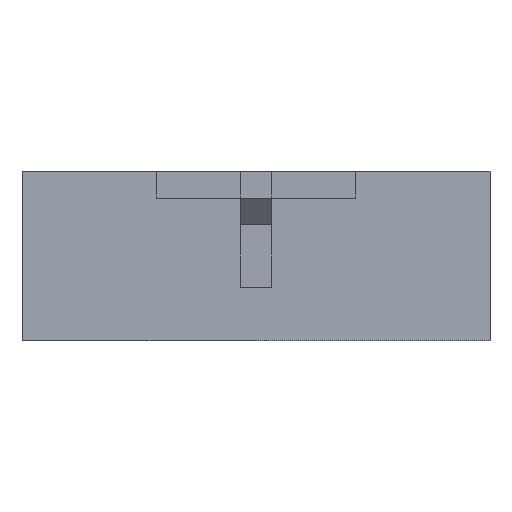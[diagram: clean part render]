
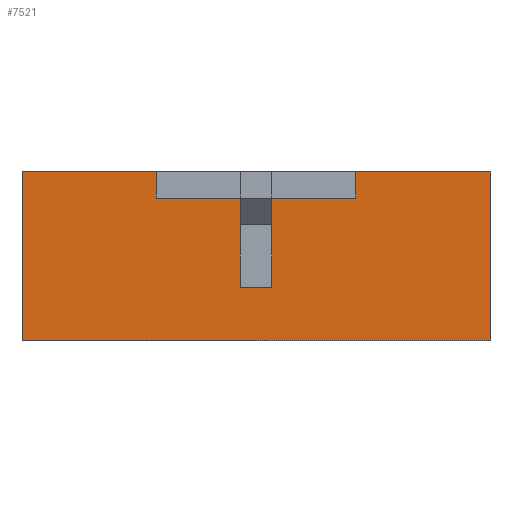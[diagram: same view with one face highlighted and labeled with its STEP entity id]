
A CAD part, left-side view. The second image highlights one B-rep face of the part: STEP entity #7521.
In plain terms, the highlighted planar face has unit normal (-1, 0, 0).
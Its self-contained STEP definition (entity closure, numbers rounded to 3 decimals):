
#32 = VERTEX_POINT('',#33);
#33 = CARTESIAN_POINT('',(-19.8,-0.7,
    -1.4));
#39 = EDGE_CURVE('',#40,#32,#42,.T.);
#40 = VERTEX_POINT('',#41);
#41 = CARTESIAN_POINT('',(-19.8,-0.7,2.6
    ));
#42 = LINE('',#43,#44);
#43 = CARTESIAN_POINT('',(-19.8,-0.7,2.6
    ));
#44 = VECTOR('',#45,1.);
#45 = DIRECTION('',(0.,0.,-1.));
#70 = EDGE_CURVE('',#71,#40,#73,.T.);
#71 = VERTEX_POINT('',#72);
#72 = CARTESIAN_POINT('',(-19.8,-4.475,2.6
    ));
#73 = LINE('',#74,#75);
#74 = CARTESIAN_POINT('',(-19.8,-4.475,2.6
    ));
#75 = VECTOR('',#76,1.);
#76 = DIRECTION('',(0.,1.,0.));
#166 = VERTEX_POINT('',#167);
#167 = CARTESIAN_POINT('',(-19.8,-4.475,
    3.8));
#173 = EDGE_CURVE('',#174,#166,#176,.T.);
#174 = VERTEX_POINT('',#175);
#175 = CARTESIAN_POINT('',(-19.8,-10.5,3.8));
#176 = LINE('',#177,#178);
#177 = CARTESIAN_POINT('',(-19.8,-10.5,3.8));
#178 = VECTOR('',#179,1.);
#179 = DIRECTION('',(0.,1.,0.));
#278 = VERTEX_POINT('',#279);
#279 = CARTESIAN_POINT('',(-19.8,10.5,3.8));
#285 = EDGE_CURVE('',#286,#278,#288,.T.);
#286 = VERTEX_POINT('',#287);
#287 = CARTESIAN_POINT('',(-19.8,4.475,3.8
    ));
#288 = LINE('',#289,#290);
#289 = CARTESIAN_POINT('',(-19.8,4.475,3.8
    ));
#290 = VECTOR('',#291,1.);
#291 = DIRECTION('',(0.,1.,0.));
#837 = VERTEX_POINT('',#838);
#838 = CARTESIAN_POINT('',(-19.8,-10.5,-3.8));
#844 = EDGE_CURVE('',#845,#837,#847,.T.);
#845 = VERTEX_POINT('',#846);
#846 = CARTESIAN_POINT('',(-19.8,10.5,-3.8));
#847 = LINE('',#848,#849);
#848 = CARTESIAN_POINT('',(-19.8,10.5,-3.8));
#849 = VECTOR('',#850,1.);
#850 = DIRECTION('',(0.,-1.,0.));
#7321 = EDGE_CURVE('',#7322,#286,#7324,.T.);
#7322 = VERTEX_POINT('',#7323);
#7323 = CARTESIAN_POINT('',(-19.8,4.475,
    2.6));
#7324 = LINE('',#7325,#7326);
#7325 = CARTESIAN_POINT('',(-19.8,4.475,
    2.6));
#7326 = VECTOR('',#7327,1.);
#7327 = DIRECTION('',(0.,0.,1.));
#7344 = EDGE_CURVE('',#7345,#7322,#7347,.T.);
#7345 = VERTEX_POINT('',#7346);
#7346 = CARTESIAN_POINT('',(-19.8,0.7,
    2.6));
#7347 = LINE('',#7348,#7349);
#7348 = CARTESIAN_POINT('',(-19.8,0.7,
    2.6));
#7349 = VECTOR('',#7350,1.);
#7350 = DIRECTION('',(0.,1.,0.));
#7521 = ADVANCED_FACE('',(#7522),#7563,.T.);
#7522 = FACE_BOUND('',#7523,.T.);
#7523 = EDGE_LOOP('',(#7524,#7525,#7526,#7534,#7540,#7541,#7542,#7543,
    #7549,#7550,#7556,#7557));
#7524 = ORIENTED_EDGE('',*,*,#70,.T.);
#7525 = ORIENTED_EDGE('',*,*,#39,.T.);
#7526 = ORIENTED_EDGE('',*,*,#7527,.T.);
#7527 = EDGE_CURVE('',#32,#7528,#7530,.T.);
#7528 = VERTEX_POINT('',#7529);
#7529 = CARTESIAN_POINT('',(-19.8,0.7,
    -1.4));
#7530 = LINE('',#7531,#7532);
#7531 = CARTESIAN_POINT('',(-19.8,-0.7,
    -1.4));
#7532 = VECTOR('',#7533,1.);
#7533 = DIRECTION('',(0.,1.,0.));
#7534 = ORIENTED_EDGE('',*,*,#7535,.T.);
#7535 = EDGE_CURVE('',#7528,#7345,#7536,.T.);
#7536 = LINE('',#7537,#7538);
#7537 = CARTESIAN_POINT('',(-19.8,0.7,
    -1.4));
#7538 = VECTOR('',#7539,1.);
#7539 = DIRECTION('',(0.,0.,1.));
#7540 = ORIENTED_EDGE('',*,*,#7344,.T.);
#7541 = ORIENTED_EDGE('',*,*,#7321,.T.);
#7542 = ORIENTED_EDGE('',*,*,#285,.T.);
#7543 = ORIENTED_EDGE('',*,*,#7544,.T.);
#7544 = EDGE_CURVE('',#278,#845,#7545,.T.);
#7545 = LINE('',#7546,#7547);
#7546 = CARTESIAN_POINT('',(-19.8,10.5,3.8));
#7547 = VECTOR('',#7548,1.);
#7548 = DIRECTION('',(0.,0.,-1.));
#7549 = ORIENTED_EDGE('',*,*,#844,.T.);
#7550 = ORIENTED_EDGE('',*,*,#7551,.T.);
#7551 = EDGE_CURVE('',#837,#174,#7552,.T.);
#7552 = LINE('',#7553,#7554);
#7553 = CARTESIAN_POINT('',(-19.8,-10.5,-3.8));
#7554 = VECTOR('',#7555,1.);
#7555 = DIRECTION('',(0.,0.,1.));
#7556 = ORIENTED_EDGE('',*,*,#173,.T.);
#7557 = ORIENTED_EDGE('',*,*,#7558,.T.);
#7558 = EDGE_CURVE('',#166,#71,#7559,.T.);
#7559 = LINE('',#7560,#7561);
#7560 = CARTESIAN_POINT('',(-19.8,-4.475,
    3.8));
#7561 = VECTOR('',#7562,1.);
#7562 = DIRECTION('',(0.,0.,-1.));
#7563 = PLANE('',#7564);
#7564 = AXIS2_PLACEMENT_3D('',#7565,#7566,#7567);
#7565 = CARTESIAN_POINT('',(-19.8,0.,-0.057));
#7566 = DIRECTION('',(-1.,-0.,-0.));
#7567 = DIRECTION('',(0.,0.,-1.));
